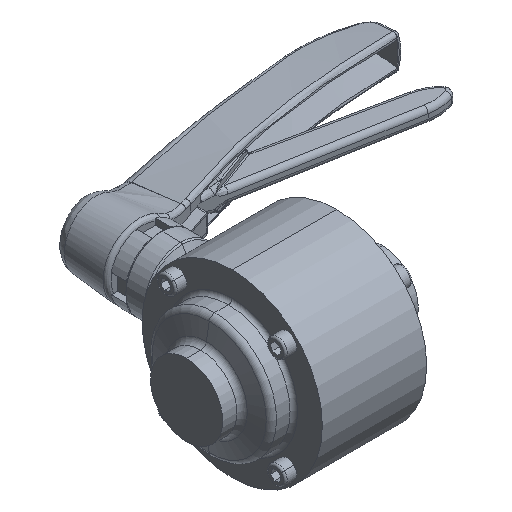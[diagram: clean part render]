
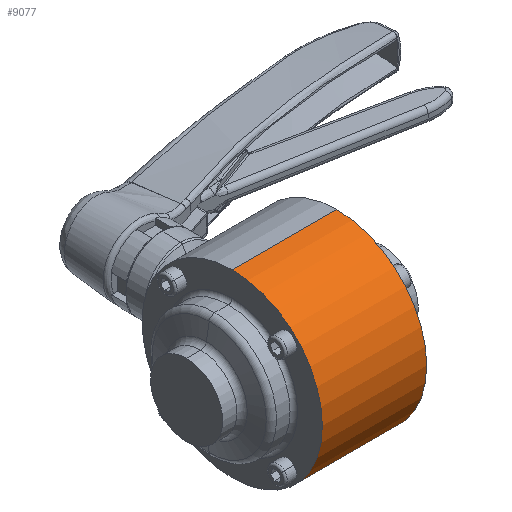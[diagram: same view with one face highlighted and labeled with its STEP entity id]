
A CAD part, isometric view. The second image highlights one B-rep face of the part: STEP entity #9077.
In plain terms, the highlighted cylindrical face has radius 47.5 mm (diameter 95 mm), a partial arc.
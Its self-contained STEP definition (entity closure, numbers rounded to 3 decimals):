
#957 = CARTESIAN_POINT ( 'NONE',  ( 27.5, 0., 47.5 ) ) ;
#1007 = DIRECTION ( 'NONE',  ( 0., 0., -1. ) ) ;
#1074 = DIRECTION ( 'NONE',  ( 1., 0., 0. ) ) ;
#1080 = CARTESIAN_POINT ( 'NONE',  ( -27.5, 0., 0. ) ) ;
#1152 = ORIENTED_EDGE ( 'NONE', *, *, #14094, .T. ) ;
#1189 = FACE_OUTER_BOUND ( 'NONE', #10269, .T. ) ;
#1352 = VERTEX_POINT ( 'NONE', #957 ) ;
#1668 = AXIS2_PLACEMENT_3D ( 'NONE', #12192, #3932, #13584 ) ;
#1949 = DIRECTION ( 'NONE',  ( -1., 0., 0. ) ) ;
#2010 = CARTESIAN_POINT ( 'NONE',  ( -26.01, 0., -47.5 ) ) ;
#2363 = CARTESIAN_POINT ( 'NONE',  ( -26.01, 0., 0. ) ) ;
#3932 = DIRECTION ( 'NONE',  ( -1., 0., 0. ) ) ;
#4340 = CYLINDRICAL_SURFACE ( 'NONE', #9339, 47.5 ) ;
#5575 = LINE ( 'NONE', #8235, #6675 ) ;
#6156 = EDGE_CURVE ( 'NONE', #6396, #7139, #14693, .T. ) ;
#6396 = VERTEX_POINT ( 'NONE', #13561 ) ;
#6612 = DIRECTION ( 'NONE',  ( -1., 0., 0. ) ) ;
#6675 = VECTOR ( 'NONE', #8172, 1000. ) ;
#6719 = EDGE_CURVE ( 'NONE', #10716, #7139, #16585, .T. ) ;
#7139 = VERTEX_POINT ( 'NONE', #16440 ) ;
#7312 = CARTESIAN_POINT ( 'NONE',  ( 27.5, 0., -47.5 ) ) ;
#7442 = DIRECTION ( 'NONE',  ( 0., 0., 1. ) ) ;
#8172 = DIRECTION ( 'NONE',  ( -1., 0., 0. ) ) ;
#8235 = CARTESIAN_POINT ( 'NONE',  ( -26.01, 0., 47.5 ) ) ;
#9077 = ADVANCED_FACE ( 'NONE', ( #1189 ), #4340, .T. ) ;
#9339 = AXIS2_PLACEMENT_3D ( 'NONE', #2363, #6612, #7442 ) ;
#9926 = EDGE_CURVE ( 'NONE', #1352, #6396, #5575, .T. ) ;
#10269 = EDGE_LOOP ( 'NONE', ( #17987, #1152, #11175, #16581 ) ) ;
#10716 = VERTEX_POINT ( 'NONE', #7312 ) ;
#11175 = ORIENTED_EDGE ( 'NONE', *, *, #9926, .T. ) ;
#12192 = CARTESIAN_POINT ( 'NONE',  ( 27.5, 0., 0. ) ) ;
#12918 = AXIS2_PLACEMENT_3D ( 'NONE', #1080, #1074, #1007 ) ;
#13561 = CARTESIAN_POINT ( 'NONE',  ( -27.5, 0., 47.5 ) ) ;
#13584 = DIRECTION ( 'NONE',  ( 0., 0., 1. ) ) ;
#14094 = EDGE_CURVE ( 'NONE', #10716, #1352, #15151, .T. ) ;
#14693 = CIRCLE ( 'NONE', #12918, 47.5 ) ;
#15151 = CIRCLE ( 'NONE', #1668, 47.5 ) ;
#16440 = CARTESIAN_POINT ( 'NONE',  ( -27.5, 0., -47.5 ) ) ;
#16581 = ORIENTED_EDGE ( 'NONE', *, *, #6156, .T. ) ;
#16585 = LINE ( 'NONE', #2010, #16776 ) ;
#16776 = VECTOR ( 'NONE', #1949, 1000. ) ;
#17987 = ORIENTED_EDGE ( 'NONE', *, *, #6719, .F. ) ;
